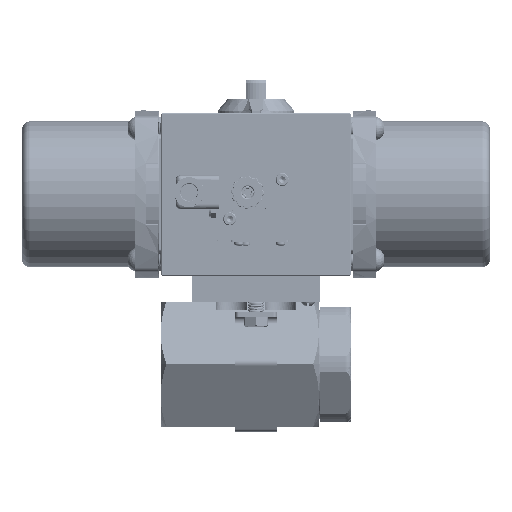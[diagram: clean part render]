
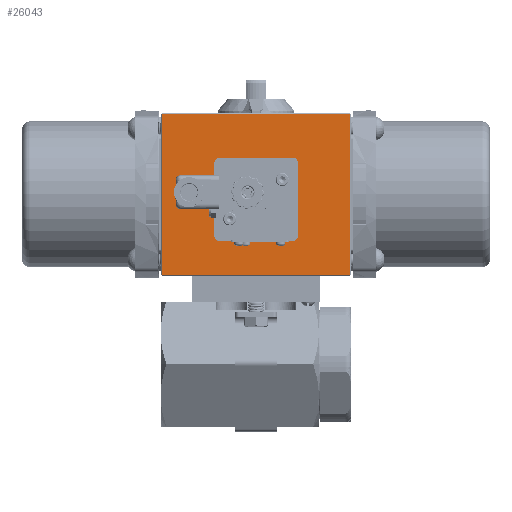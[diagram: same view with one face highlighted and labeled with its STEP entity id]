
A CAD part, top view. The second image highlights one B-rep face of the part: STEP entity #26043.
In plain terms, the highlighted planar face has unit normal (0, 0, 1).
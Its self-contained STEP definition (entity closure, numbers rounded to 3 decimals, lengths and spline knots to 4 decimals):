
#1683 = DIRECTION ( 'NONE',  ( 0., 1., 0. ) ) ;
#5381 = ORIENTED_EDGE ( 'NONE', *, *, #168685, .T. ) ;
#6066 = DIRECTION ( 'NONE',  ( -1., 0., 0. ) ) ;
#6669 = DIRECTION ( 'NONE',  ( 0., 1., 0. ) ) ;
#6986 = DIRECTION ( 'NONE',  ( 0., -1., 0. ) ) ;
#8255 = AXIS2_PLACEMENT_3D ( 'NONE', #182872, #94721, #6669 ) ;
#14907 = DIRECTION ( 'NONE',  ( 0., 0., -1. ) ) ;
#15426 = EDGE_CURVE ( 'NONE', #166457, #43239, #114572, .T. ) ;
#18071 = CARTESIAN_POINT ( 'NONE',  ( 0.878, 2.955, 1.55 ) ) ;
#22696 = DIRECTION ( 'NONE',  ( -1., 0., 0. ) ) ;
#25036 = CARTESIAN_POINT ( 'NONE',  ( 1.003, 4.955, 1.55 ) ) ;
#26043 = ADVANCED_FACE ( 'NONE', ( #158076, #188000 ), #71642, .F. ) ;
#26563 = EDGE_CURVE ( 'NONE', #166457, #62837, #153296, .T. ) ;
#27138 = EDGE_CURVE ( 'NONE', #53264, #43239, #148470, .T. ) ;
#32213 = VERTEX_POINT ( 'NONE', #123509 ) ;
#33071 = CARTESIAN_POINT ( 'NONE',  ( 2.253, 2.14, 1.55 ) ) ;
#33184 = ORIENTED_EDGE ( 'NONE', *, *, #53383, .F. ) ;
#35545 = EDGE_CURVE ( 'NONE', #46726, #41880, #103663, .T. ) ;
#35939 = CARTESIAN_POINT ( 'NONE',  ( 1.003, 3.08, 1.55 ) ) ;
#37799 = ORIENTED_EDGE ( 'NONE', *, *, #140573, .T. ) ;
#41172 = CARTESIAN_POINT ( 'NONE',  ( 2.273, 2.14, 1.55 ) ) ;
#41880 = VERTEX_POINT ( 'NONE', #181653 ) ;
#43239 = VERTEX_POINT ( 'NONE', #108771 ) ;
#44807 = VERTEX_POINT ( 'NONE', #33071 ) ;
#46726 = VERTEX_POINT ( 'NONE', #61993 ) ;
#47222 = ORIENTED_EDGE ( 'NONE', *, *, #91262, .T. ) ;
#53264 = VERTEX_POINT ( 'NONE', #35939 ) ;
#53383 = EDGE_CURVE ( 'NONE', #46726, #86817, #94296, .T. ) ;
#54442 = DIRECTION ( 'NONE',  ( 0., -1., 0. ) ) ;
#55257 = VECTOR ( 'NONE', #186221, 39.3701 ) ;
#56343 = VECTOR ( 'NONE', #158750, 39.3701 ) ;
#59232 = ORIENTED_EDGE ( 'NONE', *, *, #27138, .F. ) ;
#61993 = CARTESIAN_POINT ( 'NONE',  ( -0.872, 2.955, 1.55 ) ) ;
#62837 = VERTEX_POINT ( 'NONE', #182353 ) ;
#70572 = VECTOR ( 'NONE', #6986, 39.3701 ) ;
#71642 = PLANE ( 'NONE',  #119511 ) ;
#73500 = CIRCLE ( 'NONE', #121863, 0.125 ) ;
#76232 = VECTOR ( 'NONE', #101866, 39.3701 ) ;
#76286 = AXIS2_PLACEMENT_3D ( 'NONE', #102982, #14907, #117753 ) ;
#80906 = CARTESIAN_POINT ( 'NONE',  ( -0.997, 4.955, 1.55 ) ) ;
#81834 = ORIENTED_EDGE ( 'NONE', *, *, #15426, .T. ) ;
#82821 = DIRECTION ( 'NONE',  ( 0., 0., -1. ) ) ;
#84265 = VECTOR ( 'NONE', #6066, 39.3701 ) ;
#84297 = ORIENTED_EDGE ( 'NONE', *, *, #35545, .T. ) ;
#85398 = LINE ( 'NONE', #160393, #76232 ) ;
#86323 = DIRECTION ( 'NONE',  ( 0., 1., 0. ) ) ;
#86817 = VERTEX_POINT ( 'NONE', #18071 ) ;
#87775 = VERTEX_POINT ( 'NONE', #159230 ) ;
#88024 = ORIENTED_EDGE ( 'NONE', *, *, #146660, .T. ) ;
#89695 = DIRECTION ( 'NONE',  ( 0., 0., -1. ) ) ;
#90061 = EDGE_LOOP ( 'NONE', ( #5381, #47222, #88024, #188004 ) ) ;
#91262 = EDGE_CURVE ( 'NONE', #136189, #87775, #162484, .T. ) ;
#93850 = ORIENTED_EDGE ( 'NONE', *, *, #26563, .F. ) ;
#94296 = LINE ( 'NONE', #141793, #55257 ) ;
#94721 = DIRECTION ( 'NONE',  ( 0., 0., -1. ) ) ;
#95358 = LINE ( 'NONE', #41172, #56343 ) ;
#97754 = CARTESIAN_POINT ( 'NONE',  ( 0.878, 4.955, 1.55 ) ) ;
#101866 = DIRECTION ( 'NONE',  ( 0., 1., 0. ) ) ;
#102388 = VERTEX_POINT ( 'NONE', #115438 ) ;
#102982 = CARTESIAN_POINT ( 'NONE',  ( 0.878, 4.83, 1.55 ) ) ;
#103663 = CIRCLE ( 'NONE', #105131, 0.125 ) ;
#103759 = EDGE_LOOP ( 'NONE', ( #144756, #161183, #93850, #81834, #59232, #37799, #33184, #84297 ) ) ;
#105131 = AXIS2_PLACEMENT_3D ( 'NONE', #177823, #89695, #1683 ) ;
#108771 = CARTESIAN_POINT ( 'NONE',  ( 1.003, 4.83, 1.55 ) ) ;
#109287 = CARTESIAN_POINT ( 'NONE',  ( 2.253, 6., 1.55 ) ) ;
#110766 = CARTESIAN_POINT ( 'NONE',  ( -0.997, 4.955, 1.55 ) ) ;
#111597 = CIRCLE ( 'NONE', #8255, 0.125 ) ;
#113039 = DIRECTION ( 'NONE',  ( 0., 1., 0. ) ) ;
#114184 = LINE ( 'NONE', #80906, #70572 ) ;
#114572 = CIRCLE ( 'NONE', #76286, 0.125 ) ;
#115438 = CARTESIAN_POINT ( 'NONE',  ( -2.253, 2.14, 1.55 ) ) ;
#117753 = DIRECTION ( 'NONE',  ( 0., 1., 0. ) ) ;
#119511 = AXIS2_PLACEMENT_3D ( 'NONE', #188632, #174452, #86323 ) ;
#121863 = AXIS2_PLACEMENT_3D ( 'NONE', #170886, #82821, #185727 ) ;
#123509 = CARTESIAN_POINT ( 'NONE',  ( -0.997, 4.83, 1.55 ) ) ;
#136189 = VERTEX_POINT ( 'NONE', #109287 ) ;
#137145 = EDGE_CURVE ( 'NONE', #32213, #62837, #111597, .T. ) ;
#138065 = VECTOR ( 'NONE', #54442, 39.3701 ) ;
#138464 = CARTESIAN_POINT ( 'NONE',  ( 2.273, 6., 1.55 ) ) ;
#140573 = EDGE_CURVE ( 'NONE', #53264, #86817, #73500, .T. ) ;
#141793 = CARTESIAN_POINT ( 'NONE',  ( -0.997, 2.955, 1.55 ) ) ;
#142413 = CARTESIAN_POINT ( 'NONE',  ( -2.253, 6.02, 1.55 ) ) ;
#144756 = ORIENTED_EDGE ( 'NONE', *, *, #175165, .F. ) ;
#146660 = EDGE_CURVE ( 'NONE', #87775, #102388, #177200, .T. ) ;
#148470 = LINE ( 'NONE', #25036, #187639 ) ;
#153296 = LINE ( 'NONE', #110766, #187807 ) ;
#158076 = FACE_OUTER_BOUND ( 'NONE', #90061, .T. ) ;
#158750 = DIRECTION ( 'NONE',  ( 1., 0., 0. ) ) ;
#159230 = CARTESIAN_POINT ( 'NONE',  ( -2.253, 6., 1.55 ) ) ;
#160393 = CARTESIAN_POINT ( 'NONE',  ( 2.253, 6.02, 1.55 ) ) ;
#161183 = ORIENTED_EDGE ( 'NONE', *, *, #137145, .T. ) ;
#162484 = LINE ( 'NONE', #138464, #84265 ) ;
#166457 = VERTEX_POINT ( 'NONE', #97754 ) ;
#168685 = EDGE_CURVE ( 'NONE', #44807, #136189, #85398, .T. ) ;
#170886 = CARTESIAN_POINT ( 'NONE',  ( 0.878, 3.08, 1.55 ) ) ;
#174452 = DIRECTION ( 'NONE',  ( 0., 0., -1. ) ) ;
#175165 = EDGE_CURVE ( 'NONE', #32213, #41880, #114184, .T. ) ;
#176363 = EDGE_CURVE ( 'NONE', #102388, #44807, #95358, .T. ) ;
#177200 = LINE ( 'NONE', #142413, #138065 ) ;
#177823 = CARTESIAN_POINT ( 'NONE',  ( -0.872, 3.08, 1.55 ) ) ;
#181653 = CARTESIAN_POINT ( 'NONE',  ( -0.997, 3.08, 1.55 ) ) ;
#182353 = CARTESIAN_POINT ( 'NONE',  ( -0.872, 4.955, 1.55 ) ) ;
#182872 = CARTESIAN_POINT ( 'NONE',  ( -0.872, 4.83, 1.55 ) ) ;
#185727 = DIRECTION ( 'NONE',  ( 0., 1., 0. ) ) ;
#186221 = DIRECTION ( 'NONE',  ( 1., 0., 0. ) ) ;
#187639 = VECTOR ( 'NONE', #113039, 39.3701 ) ;
#187807 = VECTOR ( 'NONE', #22696, 39.3701 ) ;
#188000 = FACE_BOUND ( 'NONE', #103759, .T. ) ;
#188004 = ORIENTED_EDGE ( 'NONE', *, *, #176363, .T. ) ;
#188632 = CARTESIAN_POINT ( 'NONE',  ( 2.273, 6.02, 1.55 ) ) ;
